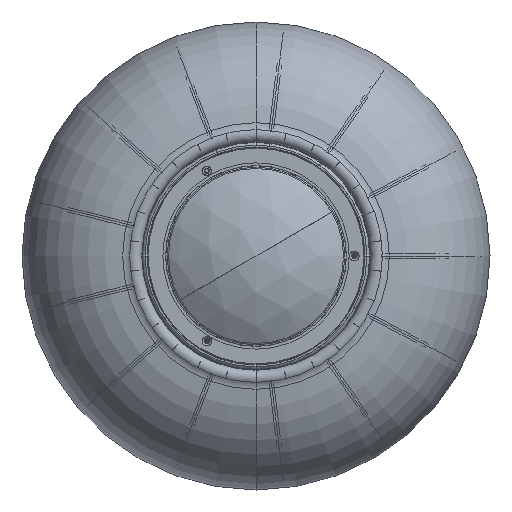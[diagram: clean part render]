
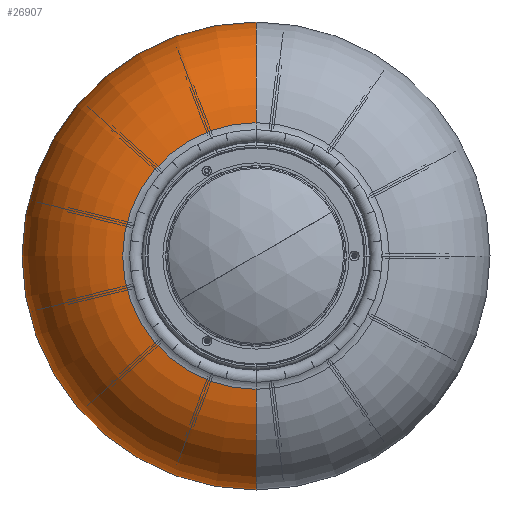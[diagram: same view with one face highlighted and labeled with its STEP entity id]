
A CAD part, front view. The second image highlights one B-rep face of the part: STEP entity #26907.
In plain terms, the highlighted toroidal (fillet/blend) face has major radius 82.735 mm and minor radius 75.5 mm.
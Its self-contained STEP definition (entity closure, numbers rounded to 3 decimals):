
#430 = EDGE_CURVE ( 'NONE', #24310, #41304, #35302, .T. ) ;
#3465 = AXIS2_PLACEMENT_3D ( 'NONE', #29304, #26529, #32499 ) ;
#3653 = DIRECTION ( 'NONE',  ( -1., 0., 0. ) ) ;
#7135 = CARTESIAN_POINT ( 'NONE',  ( 0., -150., -82.735 ) ) ;
#8924 = DIRECTION ( 'NONE',  ( 0., 1., 0. ) ) ;
#10374 = ORIENTED_EDGE ( 'NONE', *, *, #23708, .T. ) ;
#13150 = AXIS2_PLACEMENT_3D ( 'NONE', #37925, #8924, #25359 ) ;
#13965 = DIRECTION ( 'NONE',  ( 0., 0., -1. ) ) ;
#14516 = CIRCLE ( 'NONE', #13150, 158.235 ) ;
#16618 = CIRCLE ( 'NONE', #30893, 75.5 ) ;
#16623 = AXIS2_PLACEMENT_3D ( 'NONE', #35416, #3653, #19009 ) ;
#16910 = EDGE_CURVE ( 'NONE', #41304, #34940, #34334, .T. ) ;
#16929 = AXIS2_PLACEMENT_3D ( 'NONE', #25800, #18967, #41977 ) ;
#18967 = DIRECTION ( 'NONE',  ( 0., 1., 0. ) ) ;
#19009 = DIRECTION ( 'NONE',  ( 0., 0., 1. ) ) ;
#21146 = TOROIDAL_SURFACE ( 'NONE', #3465, 82.735, 75.5 ) ;
#22104 = CARTESIAN_POINT ( 'NONE',  ( 0., -150., -158.235 ) ) ;
#23708 = EDGE_CURVE ( 'NONE', #24310, #32581, #16618, .T. ) ;
#24310 = VERTEX_POINT ( 'NONE', #33275 ) ;
#24628 = EDGE_LOOP ( 'NONE', ( #33660, #10374, #26297, #29699 ) ) ;
#25359 = DIRECTION ( 'NONE',  ( 0., 0., 1. ) ) ;
#25800 = CARTESIAN_POINT ( 'NONE',  ( 0., -225.137, 0. ) ) ;
#26297 = ORIENTED_EDGE ( 'NONE', *, *, #29802, .T. ) ;
#26340 = DIRECTION ( 'NONE',  ( 1., 0., 0. ) ) ;
#26529 = DIRECTION ( 'NONE',  ( 0., 1., 0. ) ) ;
#26907 = ADVANCED_FACE ( 'NONE', ( #36119 ), #21146, .F. ) ;
#29304 = CARTESIAN_POINT ( 'NONE',  ( 0., -150., 0. ) ) ;
#29699 = ORIENTED_EDGE ( 'NONE', *, *, #16910, .F. ) ;
#29802 = EDGE_CURVE ( 'NONE', #32581, #34940, #14516, .T. ) ;
#30893 = AXIS2_PLACEMENT_3D ( 'NONE', #7135, #26340, #13965 ) ;
#32499 = DIRECTION ( 'NONE',  ( 0., 0., 1. ) ) ;
#32581 = VERTEX_POINT ( 'NONE', #22104 ) ;
#33275 = CARTESIAN_POINT ( 'NONE',  ( 0., -225.137, -90.128 ) ) ;
#33660 = ORIENTED_EDGE ( 'NONE', *, *, #430, .F. ) ;
#34334 = CIRCLE ( 'NONE', #16623, 75.5 ) ;
#34940 = VERTEX_POINT ( 'NONE', #37216 ) ;
#35302 = CIRCLE ( 'NONE', #16929, 90.128 ) ;
#35416 = CARTESIAN_POINT ( 'NONE',  ( 0., -150., 82.735 ) ) ;
#36119 = FACE_OUTER_BOUND ( 'NONE', #24628, .T. ) ;
#36617 = CARTESIAN_POINT ( 'NONE',  ( 0., -225.137, 90.128 ) ) ;
#37216 = CARTESIAN_POINT ( 'NONE',  ( 0., -150., 158.235 ) ) ;
#37925 = CARTESIAN_POINT ( 'NONE',  ( 0., -150., 0. ) ) ;
#41304 = VERTEX_POINT ( 'NONE', #36617 ) ;
#41977 = DIRECTION ( 'NONE',  ( 0., 0., 1. ) ) ;
